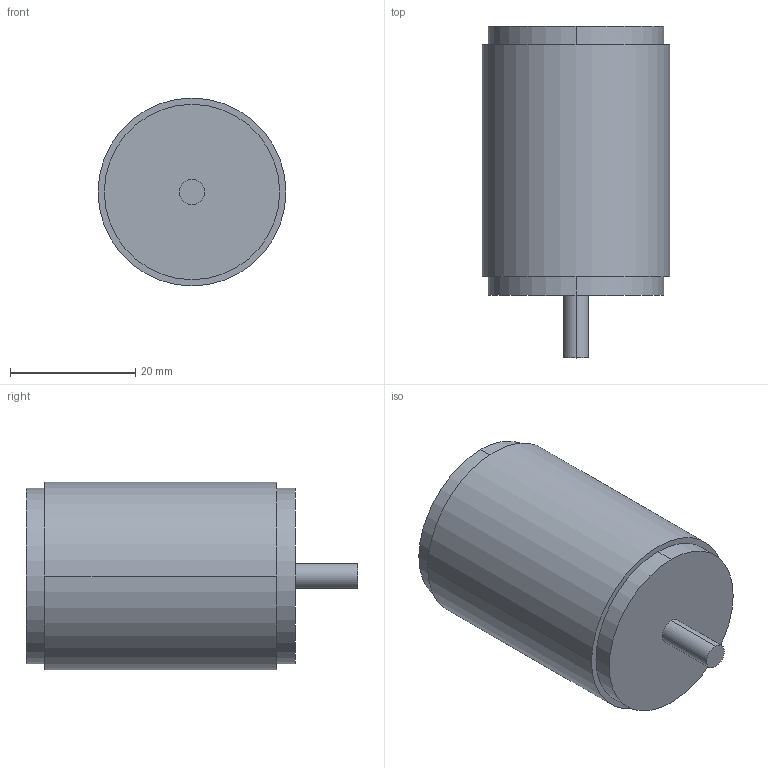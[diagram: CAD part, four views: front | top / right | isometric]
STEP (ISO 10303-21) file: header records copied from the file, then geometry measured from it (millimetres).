
FILE_DESCRIPTION((''),'2;1');
FILE_NAME('200661','2009-12-21T',('Ingenieurbuero Eiseler'),('Pepperl+Fuchs'),'PRO/ENGINEER BY PARAMETRIC TECHNOLOGY CORPORATION, 2007250','PRO/ENGINEER BY PARAMETRIC TECHNOLOGY CORPORATION, 2007250','');
FILE_SCHEMA(('CONFIG_CONTROL_DESIGN'));
Length unit declared in the file: millimetre
Products named in the file (1): 200661
Bounding box: 30 x 53 x 30 mm (x, y, z)
Volume: 29973.9 mm3; surface area: 5554.3 mm2
Topology: 1 solids, 1 shells, 13 faces, 81 edges, 82 vertices
Faces by surface type: cylinder 8, plane 5
Entity records: 1101 total; most frequent: DIRECTION 141, CARTESIAN_POINT 111, PRESENTATION_STYLE_ASSIGNMENT 98, STYLED_ITEM 95, CURVE_STYLE 88, TRIMMED_CURVE 57, VECTOR 49, LINE 49
